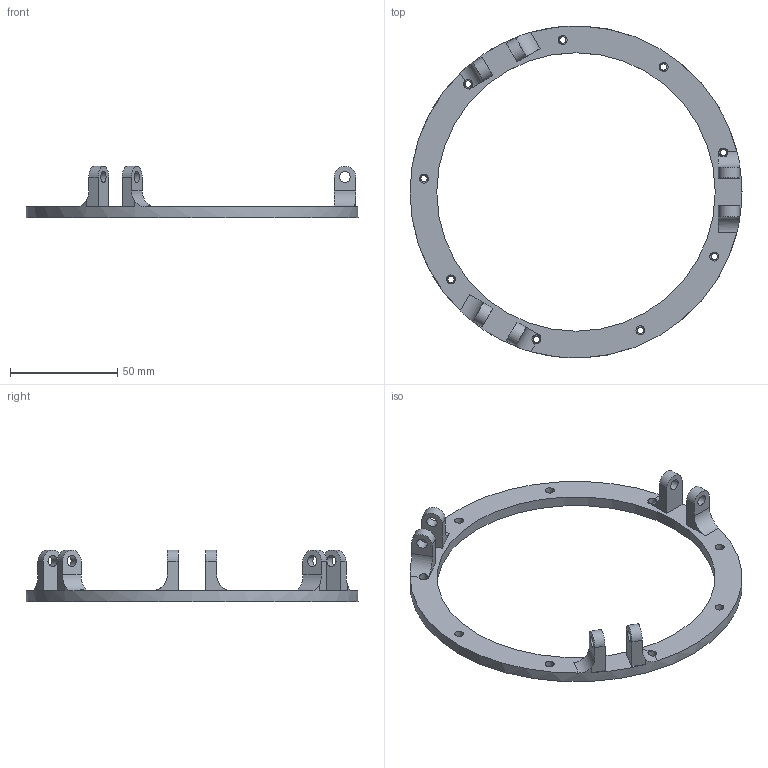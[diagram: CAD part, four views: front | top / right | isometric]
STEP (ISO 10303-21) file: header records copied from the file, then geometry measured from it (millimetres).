
FILE_DESCRIPTION(/* description */ ('','CAx-IF Rec.Pracs.---Representation and Presentation of Product Manufacturing Information (PMI)---4.0---2014-10-13'),/* implementation_level */ '2;1');
FILE_NAME(/* name */ 'top_ring v2.step',/* time_stamp */ '2025-03-11T01:44:00-07:00',/* author */ (''),/* organization */ (''),/* preprocessor_version */ 'ST-DEVELOPER v20',/* originating_system */ 'Autodesk Translation Framework v13.20.0.188',/* authorisation */ '');
FILE_SCHEMA (('AP242_MANAGED_MODEL_BASED_3D_ENGINEERING_MIM_LF { 1 0 10303 442 1 1 4 }'));
Length unit declared in the file: millimetre
Products named in the file (1): top_ring
Bounding box: 155 x 155 x 24 mm (x, y, z)
Volume: 32919.5 mm3; surface area: 19455.5 mm2
Topology: 1 solids, 1 shells, 73 faces, 195 edges, 130 vertices
Faces by surface type: cylinder 38, plane 35
Full cylindrical faces by diameter (mm): 3 x9, 4.2 x9, 5 x6, 130 x1, 155 x1
Entity records: 2503 total; most frequent: CARTESIAN_POINT 508, DIRECTION 415, ORIENTED_EDGE 390, EDGE_CURVE 195, AXIS2_PLACEMENT_3D 157, VERTEX_POINT 130, EDGE_LOOP 111, LINE 101
